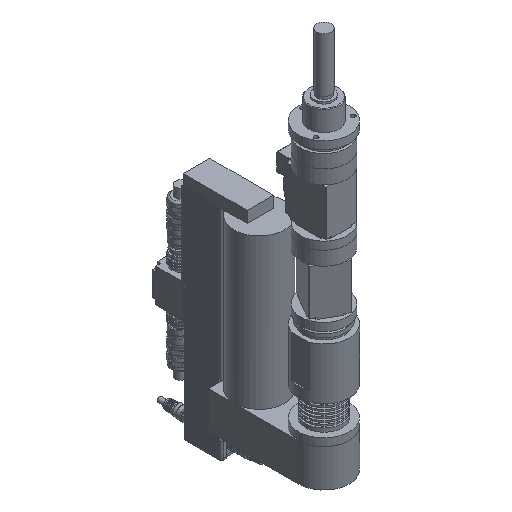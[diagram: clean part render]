
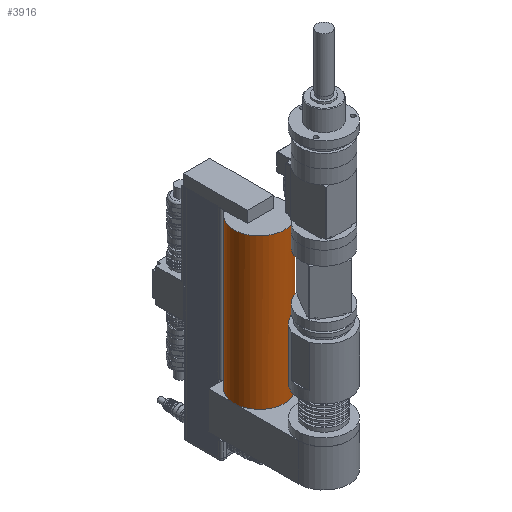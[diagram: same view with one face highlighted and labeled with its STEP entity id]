
A CAD part, isometric view. The second image highlights one B-rep face of the part: STEP entity #3916.
In plain terms, the highlighted cylindrical face has radius 40 mm (diameter 80 mm), a full revolution.
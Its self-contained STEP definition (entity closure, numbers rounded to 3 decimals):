
#3665=CARTESIAN_POINT('',(-40.0,-68.9,108.5));
#3666=VERTEX_POINT('',#3665);
#3667=CARTESIAN_POINT('',(0.0,-68.9,108.5));
#3668=DIRECTION('',(0.0,0.0,1.0));
#3669=DIRECTION('',(1.0,0.0,0.0));
#3670=AXIS2_PLACEMENT_3D('',#3667,#3668,#3669);
#3671=CIRCLE('',#3670,40.0);
#3672=EDGE_CURVE('',#3666,#3666,#3671,.T.);
#3888=CARTESIAN_POINT('',(0.0,-68.9,346.5));
#3889=DIRECTION('',(0.0,0.0,-1.0));
#3890=DIRECTION('',(1.0,0.0,0.0));
#3891=AXIS2_PLACEMENT_3D('',#3888,#3889,#3890);
#3892=CYLINDRICAL_SURFACE('',#3891,40.0);
#3893=ORIENTED_EDGE('',*,*,#3672,.T.);
#3894=EDGE_LOOP('',(#3893));
#3895=FACE_OUTER_BOUND('',#3894,.T.);
#3896=CARTESIAN_POINT('',(-20.85,-34.764,346.5));
#3897=VERTEX_POINT('',#3896);
#3898=CARTESIAN_POINT('',(20.85,-34.764,346.5));
#3899=VERTEX_POINT('',#3898);
#3900=CARTESIAN_POINT('',(0.0,-68.9,346.5));
#3901=DIRECTION('',(0.0,0.0,1.0));
#3902=DIRECTION('',(1.0,0.0,0.0));
#3903=AXIS2_PLACEMENT_3D('',#3900,#3901,#3902);
#3904=CIRCLE('',#3903,40.0);
#3905=EDGE_CURVE('',#3897,#3899,#3904,.T.);
#3906=ORIENTED_EDGE('',*,*,#3905,.F.);
#3907=CARTESIAN_POINT('',(0.0,-68.9,346.5));
#3908=DIRECTION('',(0.0,0.0,1.0));
#3909=DIRECTION('',(1.0,0.0,0.0));
#3910=AXIS2_PLACEMENT_3D('',#3907,#3908,#3909);
#3911=CIRCLE('',#3910,40.0);
#3912=EDGE_CURVE('',#3899,#3897,#3911,.T.);
#3913=ORIENTED_EDGE('',*,*,#3912,.F.);
#3914=EDGE_LOOP('',(#3906,#3913));
#3915=FACE_BOUND('',#3914,.T.);
#3916=ADVANCED_FACE('',(#3895,#3915),#3892,.T.);
